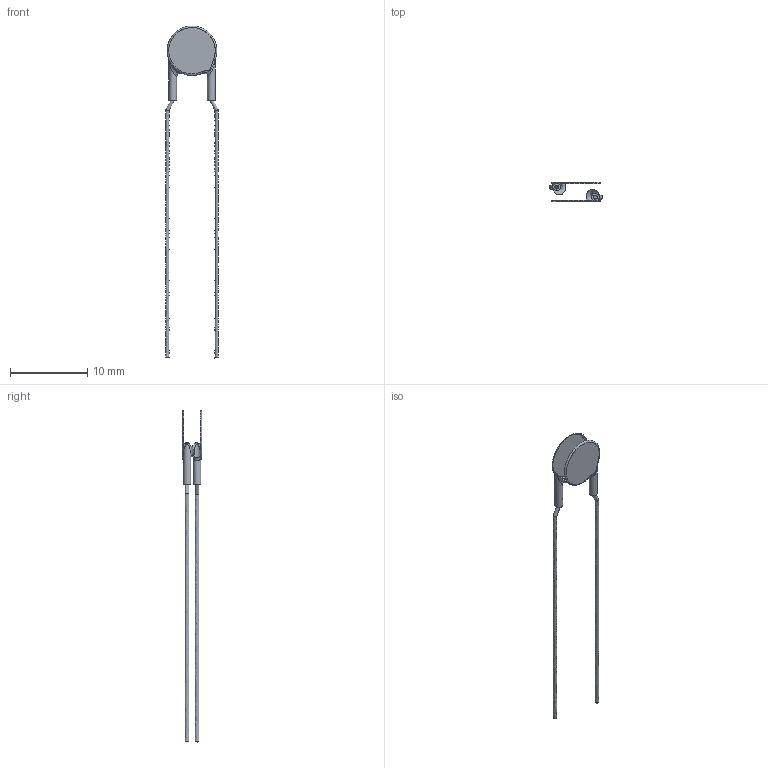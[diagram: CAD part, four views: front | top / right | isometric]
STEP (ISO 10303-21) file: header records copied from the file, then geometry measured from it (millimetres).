
FILE_DESCRIPTION( ( '' ), ' ' );
FILE_NAME( '5aee32b20d30750ee297b18c.step', '2018-05-05T22:39:47', ( '' ), ( '' ), ' ', ' ', ' ' );
FILE_SCHEMA( ( 'AUTOMOTIVE_DESIGN { 1 0 10303 214 1 1 1 1 }' ) );
Length unit declared in the file: metre
Products named in the file (18): Surface 18; Surface 17; Surface 16; Surface 15; Surface 14; Surface 13; Surface 12; Surface 11; Surface 10; Surface 9; Surface 8; Surface 7; Surface 6; Surface 5; Surface 4; Surface 3; Surface 2; Surface 1
Bounding box: 6.85 x 2.5 x 42.95 mm (x, y, z)
Surface area: 202.3 mm2 (no closed solid volume)
Topology: 0 solids, 18 shells, 18 faces, 73 edges, 65 vertices
Faces by surface type: plane 6, bspline 4, extrusion 4, cylinder 2, torus 2
Full cylindrical faces by diameter (mm): 1 x2
Entity records: 2575 total; most frequent: CARTESIAN_POINT 1801, ORIENTED_EDGE 64, EDGE_CURVE 64, VERTEX_POINT 64, B_SPLINE_CURVE_WITH_KNOTS 64, DIRECTION 60, AXIS2_PLACEMENT_3D 28, FACE_BOUND 28
